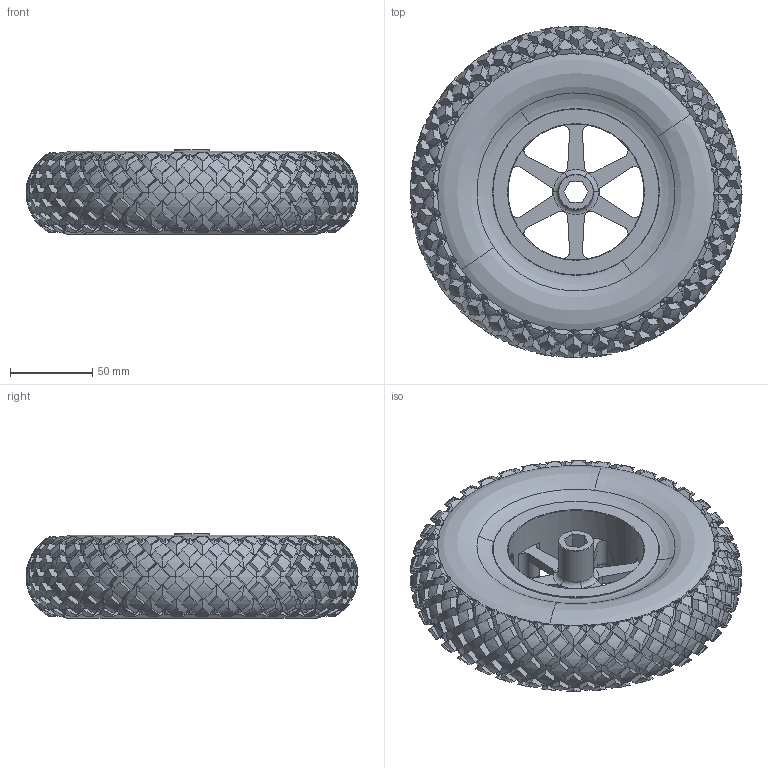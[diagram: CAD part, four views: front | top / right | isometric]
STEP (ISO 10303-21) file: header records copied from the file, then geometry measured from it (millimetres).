
FILE_DESCRIPTION (( 'STEP AP214' ), '1' );
FILE_NAME ('WCP-0049 Rev2 8INCH.STEP', '2019-01-05T20:17:30', ( '' ), ( '' ), 'SwSTEP 2.0', 'SolidWorks 2018', '' );
FILE_SCHEMA (( 'AUTOMOTIVE_DESIGN' ));
Length unit declared in the file: inch
Products named in the file (6): mcmaster_91255A192_91255A192; WCP-0049-001 Rev1; WCP-0167 Rev1; WCP-0100 Rev2; WCP-0049 Rev2 8INCH; WCP-0049-002 Rev1
Assembly tree (10 placements, depth 2):
  WCP-0049 Rev2 8INCH
    WCP-0049-001 Rev1
    WCP-0049-002 Rev1
    mcmaster_91255A192_91255A192  x6
    WCP-0100 Rev2
    WCP-0167 Rev1
Bounding box: 202.16 x 202.16 x 51.7 mm (x, y, z)
Volume: 87270 mm3; surface area: 159469.3 mm2
Topology: 9 solids, 10 shells, 2784 faces, 9521 edges, 6359 vertices
Faces by surface type: plane 1550, bspline 614, torus 272, cone 203, cylinder 133, sphere 12
Entity records: 146051 total; most frequent: CARTESIAN_POINT 79229, ORIENTED_EDGE 16600, EDGE_CURVE 9264, DIRECTION 8410, VERTEX_POINT 6219, B_SPLINE_CURVE_WITH_KNOTS 5395, VECTOR 3446, LINE 3446
